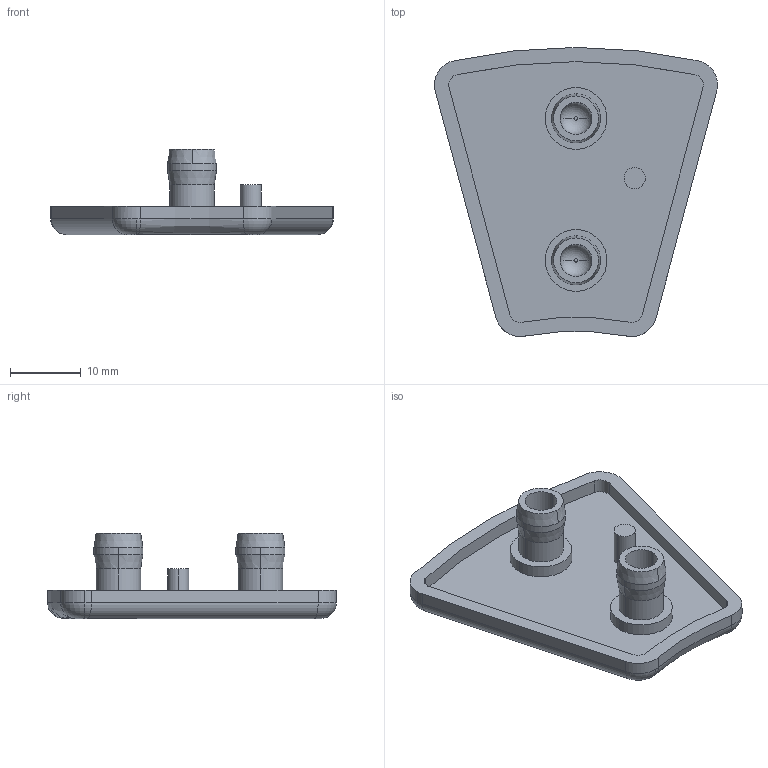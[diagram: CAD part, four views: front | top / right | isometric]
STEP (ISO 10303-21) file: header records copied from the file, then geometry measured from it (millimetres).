
FILE_DESCRIPTION (( 'STEP AP214' ), '1' );
FILE_NAME ('SZ0026S Profile Cap R40-80 30.STEP', '2021-10-21T12:05:02', ( '' ), ( '' ), 'SwSTEP 2.0', 'SolidWorks 2021', '' );
FILE_SCHEMA (( 'AUTOMOTIVE_DESIGN' ));
Length unit declared in the file: millimetre
Products named in the file (1): SZ0026S Profile Cap R40-80 30
Bounding box: 39.86 x 40.72 x 12 mm (x, y, z)
Volume: 3432.1 mm3; surface area: 3840.8 mm2
Topology: 1 solids, 1 shells, 68 faces, 153 edges, 95 vertices
Faces by surface type: cylinder 34, plane 14, torus 10, cone 8, bspline 2
Entity records: 2148 total; most frequent: CARTESIAN_POINT 540, DIRECTION 368, ORIENTED_EDGE 306, AXIS2_PLACEMENT_3D 157, EDGE_CURVE 153, VERTEX_POINT 95, CIRCLE 90, EDGE_LOOP 76
